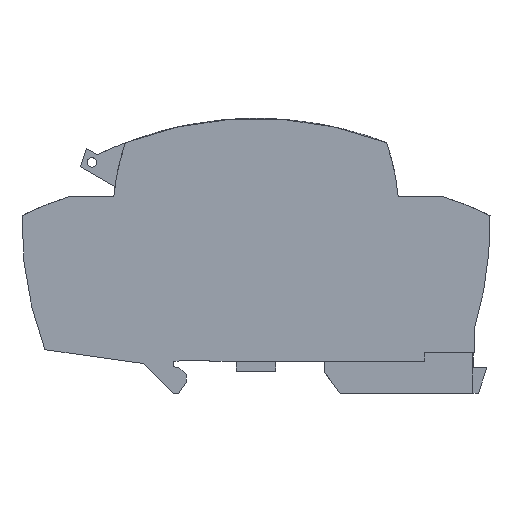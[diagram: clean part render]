
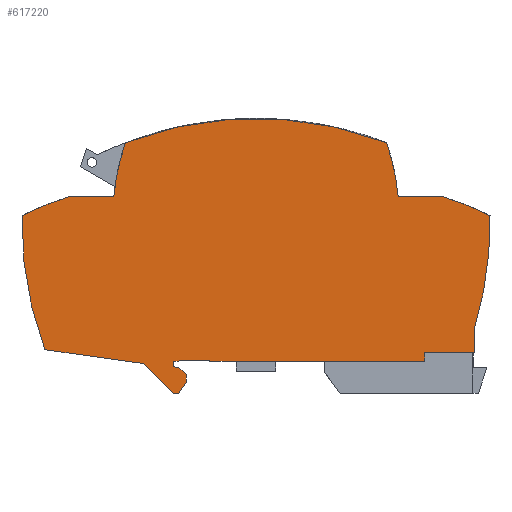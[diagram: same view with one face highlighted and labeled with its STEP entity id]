
A CAD part, left-side view. The second image highlights one B-rep face of the part: STEP entity #617220.
In plain terms, the highlighted face is planar.
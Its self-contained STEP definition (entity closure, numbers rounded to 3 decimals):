
#19110=CARTESIAN_POINT('',(-47.199,-4.599,
57.753));
#19120=VERTEX_POINT('',#19110);
#19150=CARTESIAN_POINT('',(-19.404,67.317,
57.753));
#19160=DIRECTION('',(0.,0.,-1.));
#19170=DIRECTION('',(0.,1.,0.));
#19180=AXIS2_PLACEMENT_3D('',#19150,#19160,#19170);
#19190=CIRCLE('',#19180,77.1);
#19200=CARTESIAN_POINT('',(8.391,-4.599,
57.753));
#19210=VERTEX_POINT('',#19200);
#19220=EDGE_CURVE('',#19210,#19120,#19190,.T.);
#46770=CARTESIAN_POINT('',(10.869,6.866,
57.753));
#46780=VERTEX_POINT('',#46770);
#46810=CARTESIAN_POINT('',(-19.239,6.866,
57.753));
#46820=DIRECTION('',(-1.,0.,0.));
#46830=VECTOR('',#46820,1.);
#46840=LINE('',#46810,#46830);
#46850=CARTESIAN_POINT('',(20.326,6.866,
57.753));
#46860=VERTEX_POINT('',#46850);
#46870=EDGE_CURVE('',#46860,#46780,#46840,.T.);
#92220=CARTESIAN_POINT('',(-3.21,80.286,
57.753));
#92230=DIRECTION('',(0.,0.,1.));
#92240=DIRECTION('',(1.,0.,0.));
#92250=AXIS2_PLACEMENT_3D('',#92220,#92230,#92240);
#92260=CIRCLE('',#92250,77.1);
#92270=CARTESIAN_POINT('',(30.411,10.903,
57.753));
#92280=VERTEX_POINT('',#92270);
#92290=EDGE_CURVE('',#46860,#92280,#92260,.T.);
#93720=CARTESIAN_POINT('',(-45.57,12.617,
57.753));
#93730=DIRECTION('',(0.,0.,-1.));
#93740=DIRECTION('',(0.99,0.139,
0.));
#93750=AXIS2_PLACEMENT_3D('',#93720,#93730,#93740);
#93760=CIRCLE('',#93750,76.);
#93770=CARTESIAN_POINT('',(25.53,39.466,
57.753));
#93780=VERTEX_POINT('',#93770);
#93790=EDGE_CURVE('',#93780,#92280,#93760,.T.);
#94040=CARTESIAN_POINT('',(-54.576,50.755,
57.753));
#94050=DIRECTION('',(-0.99,0.14,
0.));
#94060=VECTOR('',#94050,1.);
#94070=LINE('',#94040,#94060);
#94080=CARTESIAN_POINT('',(4.596,42.416,
57.753));
#94090=VERTEX_POINT('',#94080);
#94100=EDGE_CURVE('',#93780,#94090,#94070,.T.);
#94350=CARTESIAN_POINT('',(19.848,27.164,
57.753));
#94360=DIRECTION('',(0.707,-0.707,
0.));
#94370=VECTOR('',#94360,1.);
#94380=LINE('',#94350,#94370);
#94390=CARTESIAN_POINT('',(-1.804,48.816,
57.753));
#94400=VERTEX_POINT('',#94390);
#94410=EDGE_CURVE('',#94400,#94090,#94380,.T.);
#94660=CARTESIAN_POINT('',(-54.576,48.816,
57.753));
#94670=DIRECTION('',(1.,0.,0.));
#94680=VECTOR('',#94670,1.);
#94690=LINE('',#94660,#94680);
#94700=CARTESIAN_POINT('',(-2.874,48.816,
57.753));
#94710=VERTEX_POINT('',#94700);
#94720=EDGE_CURVE('',#94710,#94400,#94690,.T.);
#94990=CARTESIAN_POINT('',(-18.035,27.164,
57.753));
#95000=DIRECTION('',(0.574,0.819,
0.));
#95010=VECTOR('',#95000,1.);
#95020=LINE('',#94990,#95010);
#95030=CARTESIAN_POINT('',(-4.554,46.416,
57.753));
#95040=VERTEX_POINT('',#95030);
#95050=EDGE_CURVE('',#95040,#94710,#95020,.T.);
#95280=CARTESIAN_POINT('',(-4.554,27.164,
57.753));
#95290=DIRECTION('',(0.,1.,0.));
#95300=VECTOR('',#95290,1.);
#95310=LINE('',#95280,#95300);
#95320=CARTESIAN_POINT('',(-4.554,44.766,
57.753));
#95330=VERTEX_POINT('',#95320);
#95340=EDGE_CURVE('',#95330,#95040,#95310,.T.);
#95610=CARTESIAN_POINT('',(13.048,27.164,
57.753));
#95620=DIRECTION('',(-0.707,0.707,
0.));
#95630=VECTOR('',#95620,1.);
#95640=LINE('',#95610,#95630);
#95650=CARTESIAN_POINT('',(-3.202,43.414,
57.753));
#95660=VERTEX_POINT('',#95650);
#95670=EDGE_CURVE('',#95660,#95330,#95640,.T.);
#95900=CARTESIAN_POINT('',(-54.576,57.18,
57.753));
#95910=DIRECTION('',(-0.966,0.259,
0.));
#95920=VECTOR('',#95910,1.);
#95930=LINE('',#95900,#95920);
#95940=CARTESIAN_POINT('',(-1.904,43.066,
57.753));
#95950=VERTEX_POINT('',#95940);
#95960=EDGE_CURVE('',#95950,#95660,#95930,.T.);
#96230=CARTESIAN_POINT('',(-1.904,27.164,
57.753));
#96240=DIRECTION('',(0.,1.,0.));
#96250=VECTOR('',#96240,1.);
#96260=LINE('',#96230,#96250);
#96270=CARTESIAN_POINT('',(-1.904,41.966,
57.753));
#96280=VERTEX_POINT('',#96270);
#96290=EDGE_CURVE('',#96280,#95950,#96260,.T.);
#96520=CARTESIAN_POINT('',(-54.576,37.358,
57.753));
#96530=DIRECTION('',(-0.996,-0.087,
0.));
#96540=VECTOR('',#96530,1.);
#96550=LINE('',#96520,#96540);
#96560=CARTESIAN_POINT('',(-4.19,41.766,
57.753));
#96570=VERTEX_POINT('',#96560);
#96580=EDGE_CURVE('',#96280,#96570,#96550,.T.);
#96830=CARTESIAN_POINT('',(-54.576,41.766,
57.753));
#96840=DIRECTION('',(-1.,0.,0.));
#96850=VECTOR('',#96840,1.);
#96860=LINE('',#96830,#96850);
#96870=CARTESIAN_POINT('',(-9.604,41.766,
57.753));
#96880=VERTEX_POINT('',#96870);
#96890=EDGE_CURVE('',#96570,#96880,#96860,.T.);
#97140=CARTESIAN_POINT('',(-9.604,-8.366,
57.753));
#97150=DIRECTION('',(0.,-1.,0.));
#97160=VECTOR('',#97150,1.);
#97170=LINE('',#97140,#97160);
#97180=CARTESIAN_POINT('',(-9.604,41.966,
57.753));
#97190=VERTEX_POINT('',#97180);
#97200=EDGE_CURVE('',#97190,#96880,#97170,.T.);
#101220=CARTESIAN_POINT('',(-19.239,41.966,
57.753));
#101230=DIRECTION('',(1.,0.,0.));
#101240=VECTOR('',#101230,1.);
#101250=LINE('',#101220,#101240);
#101260=CARTESIAN_POINT('',(-55.294,41.966,
57.753));
#101270=VERTEX_POINT('',#101260);
#101280=EDGE_CURVE('',#101270,#97190,#101250,.T.);
#115650=CARTESIAN_POINT('',(-55.294,40.066,
57.753));
#115660=VERTEX_POINT('',#115650);
#115690=CARTESIAN_POINT('',(-54.576,40.066,
57.753));
#115700=DIRECTION('',(1.,0.,0.));
#115710=VECTOR('',#115700,1.);
#115720=LINE('',#115690,#115710);
#115730=CARTESIAN_POINT('',(-65.834,40.066,
57.753));
#115740=VERTEX_POINT('',#115730);
#115750=EDGE_CURVE('',#115740,#115660,#115720,.T.);
#115980=CARTESIAN_POINT('',(-65.834,27.164,
57.753));
#115990=DIRECTION('',(0.,-1.,0.));
#116000=VECTOR('',#115990,1.);
#116010=LINE('',#115980,#116000);
#116020=CARTESIAN_POINT('',(-65.834,35.107,
57.753));
#116030=VERTEX_POINT('',#116020);
#116040=EDGE_CURVE('',#115740,#116030,#116010,.T.);
#116290=CARTESIAN_POINT('',(6.762,12.617,
57.753));
#116300=DIRECTION('',(0.,0.,1.));
#116310=DIRECTION('',(-0.99,0.139,
0.));
#116320=AXIS2_PLACEMENT_3D('',#116290,#116300,#116310);
#116330=CIRCLE('',#116320,76.);
#116340=CARTESIAN_POINT('',(-69.219,10.903,
57.753));
#116350=VERTEX_POINT('',#116340);
#116360=EDGE_CURVE('',#116030,#116350,#116330,.T.);
#155040=CARTESIAN_POINT('',(-35.597,80.286,
57.753));
#155050=DIRECTION('',(0.,0.,-1.));
#155060=DIRECTION('',(1.,0.,0.));
#155070=AXIS2_PLACEMENT_3D('',#155040,#155050,#155060);
#155080=CIRCLE('',#155070,77.1);
#155090=CARTESIAN_POINT('',(-59.134,6.866,
57.753));
#155100=VERTEX_POINT('',#155090);
#155110=EDGE_CURVE('',#155100,#116350,#155080,.T.);
#166970=CARTESIAN_POINT('',(-54.576,6.866,
57.753));
#166980=DIRECTION('',(-1.,0.,0.));
#166990=VECTOR('',#166980,1.);
#167000=LINE('',#166970,#166990);
#167010=CARTESIAN_POINT('',(-49.677,6.866,
57.753));
#167020=VERTEX_POINT('',#167010);
#167030=EDGE_CURVE('',#167020,#155100,#167000,.T.);
#616740=CARTESIAN_POINT('',(-19.239,-8.366,
57.753));
#616750=DIRECTION('',(0.,0.,-1.));
#616760=DIRECTION('',(1.,0.,0.));
#616770=AXIS2_PLACEMENT_3D('',#616740,#616750,#616760);
#616780=PLANE('',#616770);
#616790=ORIENTED_EDGE('',*,*,#96890,.T.);
#616800=ORIENTED_EDGE('',*,*,#96580,.T.);
#616810=ORIENTED_EDGE('',*,*,#96290,.F.);
#616820=ORIENTED_EDGE('',*,*,#95960,.F.);
#616830=ORIENTED_EDGE('',*,*,#95670,.F.);
#616840=ORIENTED_EDGE('',*,*,#95340,.F.);
#616850=ORIENTED_EDGE('',*,*,#95050,.F.);
#616860=ORIENTED_EDGE('',*,*,#94720,.F.);
#616870=ORIENTED_EDGE('',*,*,#94410,.F.);
#616880=ORIENTED_EDGE('',*,*,#94100,.T.);
#616890=ORIENTED_EDGE('',*,*,#93790,.F.);
#616900=ORIENTED_EDGE('',*,*,#92290,.T.);
#616910=ORIENTED_EDGE('',*,*,#46870,.F.);
#616920=CARTESIAN_POINT('',(-38.904,11.625,
57.753));
#616930=DIRECTION('',(0.,0.,1.));
#616940=DIRECTION('',(1.,0.,0.));
#616950=AXIS2_PLACEMENT_3D('',#616920,#616930,#616940);
#616960=CIRCLE('',#616950,50.);
#616970=EDGE_CURVE('',#19210,#46780,#616960,.T.);
#616980=ORIENTED_EDGE('',*,*,#616970,.T.);
#616990=ORIENTED_EDGE('',*,*,#19220,.F.);
#617000=CARTESIAN_POINT('',(0.096,11.625,
57.753));
#617010=DIRECTION('',(0.,0.,-1.));
#617020=DIRECTION('',(1.,0.,0.));
#617030=AXIS2_PLACEMENT_3D('',#617000,#617010,#617020);
#617040=CIRCLE('',#617030,50.);
#617050=EDGE_CURVE('',#19120,#167020,#617040,.T.);
#617060=ORIENTED_EDGE('',*,*,#617050,.F.);
#617070=ORIENTED_EDGE('',*,*,#167030,.F.);
#617080=ORIENTED_EDGE('',*,*,#155110,.F.);
#617090=ORIENTED_EDGE('',*,*,#116360,.T.);
#617100=ORIENTED_EDGE('',*,*,#116040,.T.);
#617110=ORIENTED_EDGE('',*,*,#115750,.F.);
#617120=CARTESIAN_POINT('',(-55.294,-8.366,
57.753));
#617130=DIRECTION('',(0.,-1.,0.));
#617140=VECTOR('',#617130,1.);
#617150=LINE('',#617120,#617140);
#617160=EDGE_CURVE('',#101270,#115660,#617150,.T.);
#617170=ORIENTED_EDGE('',*,*,#617160,.T.);
#617180=ORIENTED_EDGE('',*,*,#101280,.F.);
#617190=ORIENTED_EDGE('',*,*,#97200,.F.);
#617200=EDGE_LOOP('',(#617190,#617180,#617170,#617110,#617100,#617090,
#617080,#617070,#617060,#616990,#616980,#616910,#616900,#616890,#616880,
#616870,#616860,#616850,#616840,#616830,#616820,#616810,#616800,#616790)
);
#617210=FACE_OUTER_BOUND('',#617200,.T.);
#617220=ADVANCED_FACE('',(#617210),#616780,.F.);
